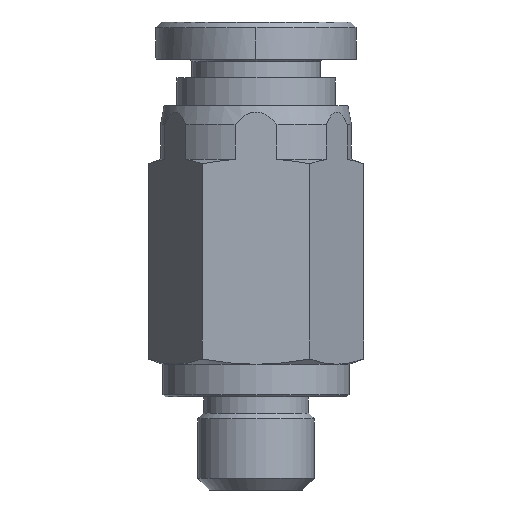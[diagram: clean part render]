
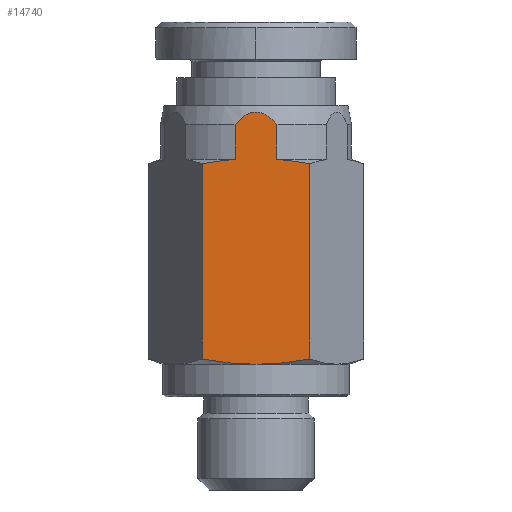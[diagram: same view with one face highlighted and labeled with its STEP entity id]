
A CAD part, left-side view. The second image highlights one B-rep face of the part: STEP entity #14740.
In plain terms, the highlighted face is planar.
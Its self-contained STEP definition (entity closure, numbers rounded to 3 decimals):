
#764=CARTESIAN_POINT('',(0.,4.0,-0.95));
#765=VERTEX_POINT('',#764);
#14405=CARTESIAN_POINT('',(-2.309,4.0,7.661));
#14406=VERTEX_POINT('',#14405);
#14420=CARTESIAN_POINT('',(-2.309,4.0,-0.725));
#14421=VERTEX_POINT('',#14420);
#14422=CARTESIAN_POINT('',(-2.309,4.0,-0.725));
#14423=DIRECTION('',(0.0,0.0,1.0));
#14424=VECTOR('',#14423,8.386);
#14425=LINE('',#14422,#14424);
#14426=EDGE_CURVE('',#14421,#14406,#14425,.T.);
#14514=CARTESIAN_POINT('',(0.9,4.,9.35));
#14515=VERTEX_POINT('',#14514);
#14523=CARTESIAN_POINT('',(-0.9,4.,9.35));
#14524=VERTEX_POINT('',#14523);
#14525=CARTESIAN_POINT('',(0.9,4.,9.35));
#14526=CARTESIAN_POINT('',(0.,4.,10.404));
#14527=CARTESIAN_POINT('',(-0.9,4.,9.35));
#14535=(BOUNDED_CURVE()B_SPLINE_CURVE(2,(#14525,#14526,#14527),.UNSPECIFIED.,.F.,.U.)B_SPLINE_CURVE_WITH_KNOTS((3,3),(0.0,2.092),.UNSPECIFIED.)CURVE()GEOMETRIC_REPRESENTATION_ITEM()RATIONAL_B_SPLINE_CURVE((1.0,1.025,1.0))REPRESENTATION_ITEM(''));
#14536=EDGE_CURVE('',#14515,#14524,#14535,.T.);
#14569=CARTESIAN_POINT('',(0.9,4.0,7.85));
#14570=VERTEX_POINT('',#14569);
#14578=CARTESIAN_POINT('',(0.9,4.0,7.85));
#14579=DIRECTION('',(0.0,0.0,1.0));
#14580=VECTOR('',#14579,1.5);
#14581=LINE('',#14578,#14580);
#14582=EDGE_CURVE('',#14570,#14515,#14581,.T.);
#14595=CARTESIAN_POINT('',(-0.9,4.0,7.85));
#14596=VERTEX_POINT('',#14595);
#14597=CARTESIAN_POINT('',(-0.9,4.,9.35));
#14598=DIRECTION('',(0.0,0.0,-1.0));
#14599=VECTOR('',#14598,1.5);
#14600=LINE('',#14597,#14599);
#14601=EDGE_CURVE('',#14524,#14596,#14600,.T.);
#14667=CARTESIAN_POINT('',(-2.309,4.0,-2.35));
#14668=DIRECTION('',(0.0,1.0,0.0));
#14669=DIRECTION('',(0.0,0.0,1.0));
#14670=AXIS2_PLACEMENT_3D('',#14667,#14668,#14669);
#14671=PLANE('',#14670);
#14672=CARTESIAN_POINT('',(2.309,4.,7.661));
#14673=VERTEX_POINT('',#14672);
#14674=CARTESIAN_POINT('',(0.9,4.0,7.85));
#14675=CARTESIAN_POINT('',(1.563,4.0,7.797));
#14676=CARTESIAN_POINT('',(2.309,4.,7.661));
#14684=(BOUNDED_CURVE()B_SPLINE_CURVE(2,(#14674,#14675,#14676),.UNSPECIFIED.,.F.,.U.)B_SPLINE_CURVE_WITH_KNOTS((3,3),(0.0,1.729),.UNSPECIFIED.)CURVE()GEOMETRIC_REPRESENTATION_ITEM()RATIONAL_B_SPLINE_CURVE((1.0,1.039,1.052))REPRESENTATION_ITEM(''));
#14685=EDGE_CURVE('',#14570,#14673,#14684,.T.);
#14686=ORIENTED_EDGE('',*,*,#14685,.T.);
#14687=CARTESIAN_POINT('',(2.309,4.0,-0.725));
#14688=VERTEX_POINT('',#14687);
#14689=CARTESIAN_POINT('',(2.309,4.0,-0.725));
#14690=DIRECTION('',(0.0,0.0,1.0));
#14691=VECTOR('',#14690,8.386);
#14692=LINE('',#14689,#14691);
#14693=EDGE_CURVE('',#14688,#14673,#14692,.T.);
#14694=ORIENTED_EDGE('',*,*,#14693,.F.);
#14695=CARTESIAN_POINT('',(2.309,4.0,-0.725));
#14696=CARTESIAN_POINT('',(1.072,4.0,-0.95));
#14697=CARTESIAN_POINT('',(0.,4.0,-0.95));
#14705=(BOUNDED_CURVE()B_SPLINE_CURVE(2,(#14695,#14696,#14697),.UNSPECIFIED.,.F.,.U.)B_SPLINE_CURVE_WITH_KNOTS((3,3),(3.088,5.863),.UNSPECIFIED.)CURVE()GEOMETRIC_REPRESENTATION_ITEM()RATIONAL_B_SPLINE_CURVE((1.086,1.082,1.0))REPRESENTATION_ITEM(''));
#14706=EDGE_CURVE('',#14688,#765,#14705,.T.);
#14707=ORIENTED_EDGE('',*,*,#14706,.T.);
#14708=CARTESIAN_POINT('',(0.,4.0,-0.95));
#14709=CARTESIAN_POINT('',(-1.072,4.0,-0.95));
#14710=CARTESIAN_POINT('',(-2.309,4.0,-0.725));
#14718=(BOUNDED_CURVE()B_SPLINE_CURVE(2,(#14708,#14709,#14710),.UNSPECIFIED.,.F.,.U.)B_SPLINE_CURVE_WITH_KNOTS((3,3),(5.863,8.638),.UNSPECIFIED.)CURVE()GEOMETRIC_REPRESENTATION_ITEM()RATIONAL_B_SPLINE_CURVE((1.0,1.082,1.086))REPRESENTATION_ITEM(''));
#14719=EDGE_CURVE('',#765,#14421,#14718,.T.);
#14720=ORIENTED_EDGE('',*,*,#14719,.T.);
#14721=ORIENTED_EDGE('',*,*,#14426,.T.);
#14722=CARTESIAN_POINT('',(-2.309,4.0,7.661));
#14723=CARTESIAN_POINT('',(-1.563,4.0,7.797));
#14724=CARTESIAN_POINT('',(-0.9,4.0,7.85));
#14732=(BOUNDED_CURVE()B_SPLINE_CURVE(2,(#14722,#14723,#14724),.UNSPECIFIED.,.F.,.U.)B_SPLINE_CURVE_WITH_KNOTS((3,3),(3.362,5.092),.UNSPECIFIED.)CURVE()GEOMETRIC_REPRESENTATION_ITEM()RATIONAL_B_SPLINE_CURVE((1.052,1.039,1.0))REPRESENTATION_ITEM(''));
#14733=EDGE_CURVE('',#14406,#14596,#14732,.T.);
#14734=ORIENTED_EDGE('',*,*,#14733,.T.);
#14735=ORIENTED_EDGE('',*,*,#14601,.F.);
#14736=ORIENTED_EDGE('',*,*,#14536,.F.);
#14737=ORIENTED_EDGE('',*,*,#14582,.F.);
#14738=EDGE_LOOP('',(#14686,#14694,#14707,#14720,#14721,#14734,#14735,#14736,#14737));
#14739=FACE_OUTER_BOUND('',#14738,.T.);
#14740=ADVANCED_FACE('',(#14739),#14671,.T.);
